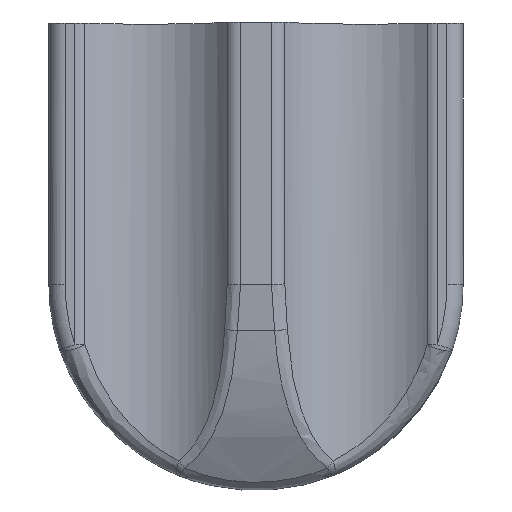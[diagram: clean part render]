
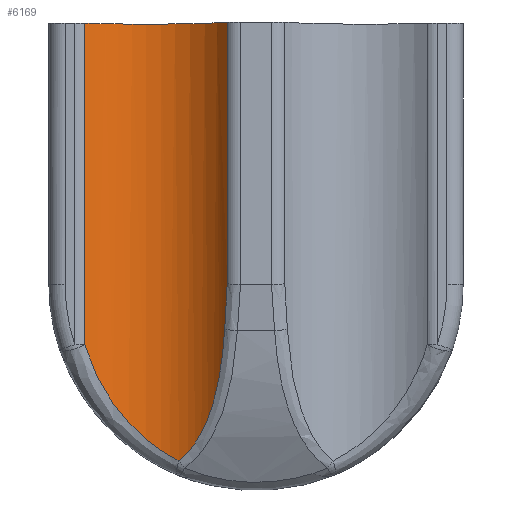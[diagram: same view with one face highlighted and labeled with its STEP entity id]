
A CAD part, front view. The second image highlights one B-rep face of the part: STEP entity #6169.
In plain terms, the highlighted cylindrical face has radius 6.152 mm (diameter 12.303 mm), a partial arc.
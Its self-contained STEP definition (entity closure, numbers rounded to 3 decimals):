
#99 = CARTESIAN_POINT ( 'NONE',  ( -10.552, -10.29, 16.099 ) ) ;
#100 = CARTESIAN_POINT ( 'NONE',  ( -7.613, -8.011, 16. ) ) ;
#101 = CARTESIAN_POINT ( 'NONE',  ( -3.933, -8.552, 16.023 ) ) ;
#102 = CARTESIAN_POINT ( 'NONE',  ( -1.774, -11.581, 16.156 ) ) ;
#103 =( BOUNDED_CURVE ( )  B_SPLINE_CURVE ( 3, ( #102, #101, #100, #99 ),
 .UNSPECIFIED., .F., .T. ) 
 B_SPLINE_CURVE_WITH_KNOTS ( ( 4, 4 ),
 ( 2.19, 3.801 ),
 .UNSPECIFIED. ) 
 CURVE ( )  GEOMETRIC_REPRESENTATION_ITEM ( )  RATIONAL_B_SPLINE_CURVE ( ( 1., 0.795, 0.795, 1. ) ) 
 REPRESENTATION_ITEM ( '' )  );
#105 = CARTESIAN_POINT ( 'NONE',  ( -1.774, -11.581, 16.156 ) ) ;
#152 = CARTESIAN_POINT ( 'NONE',  ( -10.552, -10.29, 16.099 ) ) ;
#2791 = CARTESIAN_POINT ( 'NONE',  ( -1.774, -11.581, 0.044 ) ) ;
#2792 = CARTESIAN_POINT ( 'NONE',  ( -1.825, -11.509, -0.907 ) ) ;
#2793 = CARTESIAN_POINT ( 'NONE',  ( -1.878, -11.439, -1.842 ) ) ;
#2807 = CARTESIAN_POINT ( 'NONE',  ( -1.932, -11.369, -2.763 ) ) ;
#2820 =( BOUNDED_CURVE ( )  B_SPLINE_CURVE ( 3, ( #2807, #2793, #2792, #2791 ),
 .UNSPECIFIED., .F., .T. ) 
 B_SPLINE_CURVE_WITH_KNOTS ( ( 4, 4 ),
 ( 4.05, 4.093 ),
 .UNSPECIFIED. ) 
 CURVE ( )  GEOMETRIC_REPRESENTATION_ITEM ( )  RATIONAL_B_SPLINE_CURVE ( ( 1., 1., 1., 1. ) ) 
 REPRESENTATION_ITEM ( '' )  );
#2823 = DIRECTION ( 'NONE',  ( 1., 0., 0. ) ) ;
#2825 = DIRECTION ( 'NONE',  ( 0., 0., 1. ) ) ;
#2826 = AXIS2_PLACEMENT_3D ( 'NONE', #2827, #2825, #2823 ) ;
#2827 = CARTESIAN_POINT ( 'NONE',  ( -6.783, -15.152, -12.874 ) ) ;
#2828 = CYLINDRICAL_SURFACE ( 'NONE', #2826, 6.152 ) ;
#2834 = FACE_OUTER_BOUND ( 'NONE', #6170, .T. ) ;
#3074 = CARTESIAN_POINT ( 'NONE',  ( -4.742, -9.349, -10.854 ) ) ;
#3075 = CARTESIAN_POINT ( 'NONE',  ( -10.552, -10.29, -3.705 ) ) ;
#3076 = DIRECTION ( 'NONE',  ( 0., 0., -1. ) ) ;
#3077 = VECTOR ( 'NONE', #3076, 1000. ) ;
#3078 = CARTESIAN_POINT ( 'NONE',  ( -10.552, -10.29, -12.874 ) ) ;
#3079 = LINE ( 'NONE', #3078, #3077 ) ;
#3080 = DIRECTION ( 'NONE',  ( 0., 0., 1. ) ) ;
#3081 = VECTOR ( 'NONE', #3080, 1000. ) ;
#3082 = CARTESIAN_POINT ( 'NONE',  ( -1.774, -11.581, -12.874 ) ) ;
#3083 = LINE ( 'NONE', #3082, #3081 ) ;
#3154 = CARTESIAN_POINT ( 'NONE',  ( -10.552, -10.29, -3.705 ) ) ;
#3155 = B_SPLINE_CURVE_WITH_KNOTS ( 'NONE', 3,
 ( #3154, #3184, #3183, #3182, #3204, #3203, #3202, #3201, #3200, #3199, #3198, #3197, #3223, #3222 ),
 .UNSPECIFIED., .F., .F.,
 ( 4, 2, 2, 2, 2, 2, 4 ),
 ( 0., 0.002, 0.004, 0.005, 0.006, 0.007, 0.01 ),
 .UNSPECIFIED. ) ;
#3173 = CARTESIAN_POINT ( 'NONE',  ( -1.932, -11.369, -2.763 ) ) ;
#3174 = CARTESIAN_POINT ( 'NONE',  ( -1.976, -11.313, -3.516 ) ) ;
#3175 = CARTESIAN_POINT ( 'NONE',  ( -2.047, -11.223, -4.261 ) ) ;
#3176 = CARTESIAN_POINT ( 'NONE',  ( -2.261, -10.977, -5.733 ) ) ;
#3177 = CARTESIAN_POINT ( 'NONE',  ( -2.405, -10.821, -6.463 ) ) ;
#3182 = CARTESIAN_POINT ( 'NONE',  ( -9.511, -9.634, -6.22 ) ) ;
#3183 = CARTESIAN_POINT ( 'NONE',  ( -10.04, -9.918, -5.184 ) ) ;
#3184 = CARTESIAN_POINT ( 'NONE',  ( -10.328, -10.116, -4.463 ) ) ;
#3185 = CARTESIAN_POINT ( 'NONE',  ( -2.801, -10.455, -7.867 ) ) ;
#3186 = CARTESIAN_POINT ( 'NONE',  ( -3.049, -10.245, -8.544 ) ) ;
#3187 = CARTESIAN_POINT ( 'NONE',  ( -3.566, -9.904, -9.501 ) ) ;
#3188 = CARTESIAN_POINT ( 'NONE',  ( -3.76, -9.788, -9.804 ) ) ;
#3197 = CARTESIAN_POINT ( 'NONE',  ( -6.109, -9.005, -10.083 ) ) ;
#3198 = CARTESIAN_POINT ( 'NONE',  ( -7.051, -8.998, -9.312 ) ) ;
#3199 = CARTESIAN_POINT ( 'NONE',  ( -7.349, -9.02, -9.039 ) ) ;
#3200 = CARTESIAN_POINT ( 'NONE',  ( -7.908, -9.097, -8.467 ) ) ;
#3201 = CARTESIAN_POINT ( 'NONE',  ( -8.171, -9.153, -8.168 ) ) ;
#3202 = CARTESIAN_POINT ( 'NONE',  ( -8.665, -9.289, -7.543 ) ) ;
#3203 = CARTESIAN_POINT ( 'NONE',  ( -8.895, -9.37, -7.218 ) ) ;
#3204 = CARTESIAN_POINT ( 'NONE',  ( -9.318, -9.542, -6.557 ) ) ;
#3219 = B_SPLINE_CURVE_WITH_KNOTS ( 'NONE', 3,
 ( #3244, #3243, #3242, #3188, #3187, #3186, #3185, #3177, #3176, #3175, #3174, #3173 ),
 .UNSPECIFIED., .F., .F.,
 ( 4, 2, 2, 2, 2, 4 ),
 ( 0., 0.001, 0.002, 0.005, 0.007, 0.009 ),
 .UNSPECIFIED. ) ;
#3222 = CARTESIAN_POINT ( 'NONE',  ( -4.742, -9.349, -10.854 ) ) ;
#3223 = CARTESIAN_POINT ( 'NONE',  ( -5.44, -9.103, -10.511 ) ) ;
#3237 = CARTESIAN_POINT ( 'NONE',  ( -1.774, -11.581, 0.044 ) ) ;
#3238 = CARTESIAN_POINT ( 'NONE',  ( -1.932, -11.369, -2.763 ) ) ;
#3242 = CARTESIAN_POINT ( 'NONE',  ( -4.203, -9.562, -10.366 ) ) ;
#3243 = CARTESIAN_POINT ( 'NONE',  ( -4.451, -9.451, -10.625 ) ) ;
#3244 = CARTESIAN_POINT ( 'NONE',  ( -4.742, -9.349, -10.854 ) ) ;
#5947 = VERTEX_POINT ( 'NONE', #152 ) ;
#5949 = EDGE_CURVE ( 'NONE', #5950, #5947, #103, .T. ) ;
#5950 = VERTEX_POINT ( 'NONE', #105 ) ;
#6169 = ADVANCED_FACE ( 'NONE', ( #2834 ), #2828, .F. ) ;
#6170 = EDGE_LOOP ( 'NONE', ( #6171, #6281, #6283, #6284, #6332, #6334 ) ) ;
#6171 = ORIENTED_EDGE ( 'NONE', *, *, #6172, .T. ) ;
#6172 = EDGE_CURVE ( 'NONE', #6325, #6326, #2820, .T. ) ;
#6281 = ORIENTED_EDGE ( 'NONE', *, *, #6282, .T. ) ;
#6282 = EDGE_CURVE ( 'NONE', #6326, #5950, #3083, .T. ) ;
#6283 = ORIENTED_EDGE ( 'NONE', *, *, #5949, .T. ) ;
#6284 = ORIENTED_EDGE ( 'NONE', *, *, #6285, .T. ) ;
#6285 = EDGE_CURVE ( 'NONE', #5947, #6286, #3079, .T. ) ;
#6286 = VERTEX_POINT ( 'NONE', #3075 ) ;
#6287 = VERTEX_POINT ( 'NONE', #3074 ) ;
#6325 = VERTEX_POINT ( 'NONE', #3238 ) ;
#6326 = VERTEX_POINT ( 'NONE', #3237 ) ;
#6332 = ORIENTED_EDGE ( 'NONE', *, *, #6333, .T. ) ;
#6333 = EDGE_CURVE ( 'NONE', #6286, #6287, #3155, .T. ) ;
#6334 = ORIENTED_EDGE ( 'NONE', *, *, #6335, .T. ) ;
#6335 = EDGE_CURVE ( 'NONE', #6287, #6325, #3219, .T. ) ;
